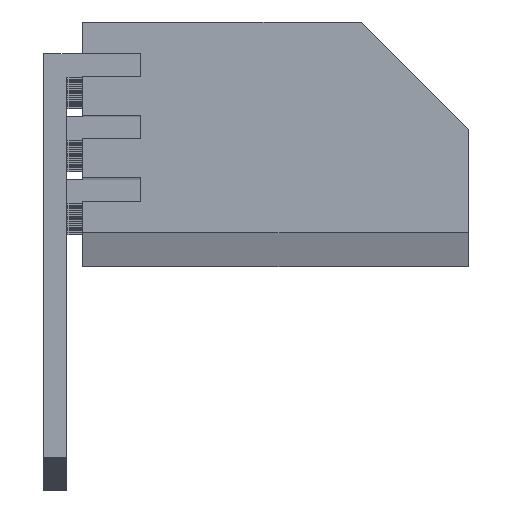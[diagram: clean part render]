
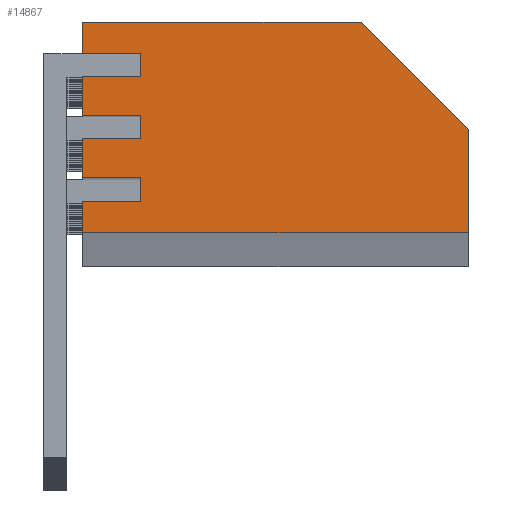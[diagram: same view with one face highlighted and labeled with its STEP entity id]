
A CAD part, top view. The second image highlights one B-rep face of the part: STEP entity #14867.
In plain terms, the highlighted planar face has unit normal (0, 0, 1).
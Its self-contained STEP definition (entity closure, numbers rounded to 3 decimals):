
#71 = VECTOR ( 'NONE', #14063, 1000. ) ;
#77 = DIRECTION ( 'NONE',  ( 0., 0., 1. ) ) ;
#146 = ORIENTED_EDGE ( 'NONE', *, *, #11614, .T. ) ;
#153 = LINE ( 'NONE', #9462, #13483 ) ;
#166 = VERTEX_POINT ( 'NONE', #208 ) ;
#175 = DIRECTION ( 'NONE',  ( 0., -1., 0. ) ) ;
#208 = CARTESIAN_POINT ( 'NONE',  ( -9.9, -2.6, 500. ) ) ;
#478 = VERTEX_POINT ( 'NONE', #14120 ) ;
#530 = ORIENTED_EDGE ( 'NONE', *, *, #9477, .F. ) ;
#659 = LINE ( 'NONE', #10754, #9371 ) ;
#753 = CARTESIAN_POINT ( 'NONE',  ( -9.9, 0.6, 500. ) ) ;
#978 = CARTESIAN_POINT ( 'NONE',  ( 4.4, 5.4, 500. ) ) ;
#1126 = ORIENTED_EDGE ( 'NONE', *, *, #15773, .T. ) ;
#1166 = ORIENTED_EDGE ( 'NONE', *, *, #2765, .T. ) ;
#1197 = CARTESIAN_POINT ( 'NONE',  ( 9.9, 5.4, 500. ) ) ;
#1287 = VERTEX_POINT ( 'NONE', #978 ) ;
#1329 = EDGE_CURVE ( 'NONE', #11254, #8538, #14485, .T. ) ;
#1404 = EDGE_CURVE ( 'NONE', #13504, #8538, #13541, .T. ) ;
#1478 = CARTESIAN_POINT ( 'NONE',  ( -6.9, 2.6, 500. ) ) ;
#2057 = DIRECTION ( 'NONE',  ( -1., 0., 0. ) ) ;
#2111 = CARTESIAN_POINT ( 'NONE',  ( 9.9, -0.1, 500. ) ) ;
#2188 = CARTESIAN_POINT ( 'NONE',  ( -6.9, -2.6, 500. ) ) ;
#2356 = LINE ( 'NONE', #7002, #3165 ) ;
#2472 = CARTESIAN_POINT ( 'NONE',  ( -9.9, -2.6, 500. ) ) ;
#2496 = EDGE_LOOP ( 'NONE', ( #1126, #6507, #146, #11417, #11365, #6331, #4494, #11405, #12214, #14049, #7053, #1166, #7014, #530, #7796, #16307, #10869 ) ) ;
#2765 = EDGE_CURVE ( 'NONE', #14612, #166, #2356, .T. ) ;
#3165 = VECTOR ( 'NONE', #8299, 1000. ) ;
#3253 = VERTEX_POINT ( 'NONE', #4180 ) ;
#3358 = FACE_OUTER_BOUND ( 'NONE', #2496, .T. ) ;
#3934 = VECTOR ( 'NONE', #12758, 1000. ) ;
#4014 = CARTESIAN_POINT ( 'NONE',  ( -9.9, 0.6, 500. ) ) ;
#4180 = CARTESIAN_POINT ( 'NONE',  ( -9.9, 5.4, 500. ) ) ;
#4262 = LINE ( 'NONE', #2472, #7291 ) ;
#4372 = CARTESIAN_POINT ( 'NONE',  ( -6.9, -0.6, 500. ) ) ;
#4385 = VECTOR ( 'NONE', #10770, 1000. ) ;
#4494 = ORIENTED_EDGE ( 'NONE', *, *, #16040, .F. ) ;
#4828 = EDGE_CURVE ( 'NONE', #8818, #1287, #9579, .T. ) ;
#5202 = CARTESIAN_POINT ( 'NONE',  ( 0., 0., 500. ) ) ;
#5210 = VERTEX_POINT ( 'NONE', #2188 ) ;
#5254 = VERTEX_POINT ( 'NONE', #10097 ) ;
#5319 = CARTESIAN_POINT ( 'NONE',  ( -6.9, 0.6, 500. ) ) ;
#5499 = VECTOR ( 'NONE', #10954, 1000. ) ;
#5570 = CARTESIAN_POINT ( 'NONE',  ( -9.9, 2.6, 500. ) ) ;
#5648 = DIRECTION ( 'NONE',  ( 0., 1., 0. ) ) ;
#5967 = LINE ( 'NONE', #5570, #12796 ) ;
#6169 = CARTESIAN_POINT ( 'NONE',  ( -9.9, 5.4, 500. ) ) ;
#6322 = VERTEX_POINT ( 'NONE', #11526 ) ;
#6331 = ORIENTED_EDGE ( 'NONE', *, *, #6440, .F. ) ;
#6440 = EDGE_CURVE ( 'NONE', #16097, #12444, #13151, .T. ) ;
#6455 = VERTEX_POINT ( 'NONE', #7938 ) ;
#6466 = EDGE_CURVE ( 'NONE', #5254, #6322, #16353, .T. ) ;
#6507 = ORIENTED_EDGE ( 'NONE', *, *, #4828, .T. ) ;
#6782 = VERTEX_POINT ( 'NONE', #4372 ) ;
#6900 = EDGE_CURVE ( 'NONE', #5254, #8819, #15590, .T. ) ;
#6914 = CARTESIAN_POINT ( 'NONE',  ( -9.9, -0.6, 500. ) ) ;
#7002 = CARTESIAN_POINT ( 'NONE',  ( -9.9, 5.4, 500. ) ) ;
#7014 = ORIENTED_EDGE ( 'NONE', *, *, #11178, .F. ) ;
#7053 = ORIENTED_EDGE ( 'NONE', *, *, #12902, .F. ) ;
#7291 = VECTOR ( 'NONE', #12791, 1000. ) ;
#7326 = CARTESIAN_POINT ( 'NONE',  ( -9.9, 5.4, 500. ) ) ;
#7418 = EDGE_CURVE ( 'NONE', #6322, #478, #9907, .T. ) ;
#7465 = DIRECTION ( 'NONE',  ( -1., 0., 0. ) ) ;
#7691 = VECTOR ( 'NONE', #8832, 1000. ) ;
#7770 = LINE ( 'NONE', #13578, #10787 ) ;
#7796 = ORIENTED_EDGE ( 'NONE', *, *, #6900, .F. ) ;
#7806 = LINE ( 'NONE', #6914, #4385 ) ;
#7938 = CARTESIAN_POINT ( 'NONE',  ( -9.9, 3.8, 500. ) ) ;
#7977 = EDGE_CURVE ( 'NONE', #3253, #6455, #153, .T. ) ;
#8299 = DIRECTION ( 'NONE',  ( 0., -1., 0. ) ) ;
#8538 = VERTEX_POINT ( 'NONE', #4014 ) ;
#8818 = VERTEX_POINT ( 'NONE', #2111 ) ;
#8819 = VERTEX_POINT ( 'NONE', #13649 ) ;
#8832 = DIRECTION ( 'NONE',  ( 1., 0., 0. ) ) ;
#8912 = CARTESIAN_POINT ( 'NONE',  ( -9.9, 3.8, 500. ) ) ;
#9150 = DIRECTION ( 'NONE',  ( 1., 0., 0. ) ) ;
#9371 = VECTOR ( 'NONE', #5648, 1000. ) ;
#9462 = CARTESIAN_POINT ( 'NONE',  ( -9.9, 5.4, 500. ) ) ;
#9477 = EDGE_CURVE ( 'NONE', #8819, #5210, #659, .T. ) ;
#9579 = LINE ( 'NONE', #11339, #13386 ) ;
#9733 = DIRECTION ( 'NONE',  ( 0., 1., 0. ) ) ;
#9907 = LINE ( 'NONE', #16313, #7691 ) ;
#10097 = CARTESIAN_POINT ( 'NONE',  ( -9.9, -3.8, 500. ) ) ;
#10524 = DIRECTION ( 'NONE',  ( 0., 1., 0. ) ) ;
#10584 = CARTESIAN_POINT ( 'NONE',  ( -9.9, 2.6, 500. ) ) ;
#10743 = DIRECTION ( 'NONE',  ( 0., -1., 0. ) ) ;
#10754 = CARTESIAN_POINT ( 'NONE',  ( -6.9, -3.8, 500. ) ) ;
#10770 = DIRECTION ( 'NONE',  ( 1., 0., 0. ) ) ;
#10787 = VECTOR ( 'NONE', #9733, 1000. ) ;
#10869 = ORIENTED_EDGE ( 'NONE', *, *, #7418, .T. ) ;
#10954 = DIRECTION ( 'NONE',  ( 1., 0., 0. ) ) ;
#11178 = EDGE_CURVE ( 'NONE', #5210, #166, #4262, .T. ) ;
#11254 = VERTEX_POINT ( 'NONE', #5319 ) ;
#11339 = CARTESIAN_POINT ( 'NONE',  ( 4.9, 4.9, 500. ) ) ;
#11365 = ORIENTED_EDGE ( 'NONE', *, *, #15752, .F. ) ;
#11405 = ORIENTED_EDGE ( 'NONE', *, *, #1404, .T. ) ;
#11417 = ORIENTED_EDGE ( 'NONE', *, *, #7977, .T. ) ;
#11526 = CARTESIAN_POINT ( 'NONE',  ( -9.9, -5.4, 500. ) ) ;
#11614 = EDGE_CURVE ( 'NONE', #1287, #3253, #12885, .T. ) ;
#12149 = CARTESIAN_POINT ( 'NONE',  ( -6.9, 2.6, 500. ) ) ;
#12214 = ORIENTED_EDGE ( 'NONE', *, *, #1329, .F. ) ;
#12252 = CARTESIAN_POINT ( 'NONE',  ( -9.9, -3.8, 500. ) ) ;
#12444 = VERTEX_POINT ( 'NONE', #14070 ) ;
#12632 = DIRECTION ( 'NONE',  ( -0.707, 0.707, 0. ) ) ;
#12737 = VECTOR ( 'NONE', #175, 1000. ) ;
#12758 = DIRECTION ( 'NONE',  ( -1., 0., 0. ) ) ;
#12791 = DIRECTION ( 'NONE',  ( -1., 0., 0. ) ) ;
#12796 = VECTOR ( 'NONE', #15682, 1000. ) ;
#12803 = AXIS2_PLACEMENT_3D ( 'NONE', #5202, #77, #9150 ) ;
#12885 = LINE ( 'NONE', #6169, #16122 ) ;
#12902 = EDGE_CURVE ( 'NONE', #14612, #6782, #7806, .T. ) ;
#13151 = LINE ( 'NONE', #1478, #15974 ) ;
#13367 = VECTOR ( 'NONE', #14940, 1000. ) ;
#13386 = VECTOR ( 'NONE', #12632, 1000. ) ;
#13483 = VECTOR ( 'NONE', #10743, 1000. ) ;
#13504 = VERTEX_POINT ( 'NONE', #10584 ) ;
#13541 = LINE ( 'NONE', #7326, #13367 ) ;
#13578 = CARTESIAN_POINT ( 'NONE',  ( -6.9, -0.6, 500. ) ) ;
#13649 = CARTESIAN_POINT ( 'NONE',  ( -6.9, -3.8, 500. ) ) ;
#13781 = LINE ( 'NONE', #1197, #71 ) ;
#14049 = ORIENTED_EDGE ( 'NONE', *, *, #16164, .F. ) ;
#14063 = DIRECTION ( 'NONE',  ( 0., 1., 0. ) ) ;
#14070 = CARTESIAN_POINT ( 'NONE',  ( -6.9, 3.8, 500. ) ) ;
#14120 = CARTESIAN_POINT ( 'NONE',  ( 9.9, -5.4, 500. ) ) ;
#14153 = LINE ( 'NONE', #8912, #3934 ) ;
#14314 = VECTOR ( 'NONE', #2057, 1000. ) ;
#14330 = CARTESIAN_POINT ( 'NONE',  ( -9.9, 5.4, 500. ) ) ;
#14485 = LINE ( 'NONE', #753, #14314 ) ;
#14612 = VERTEX_POINT ( 'NONE', #16159 ) ;
#14867 = ADVANCED_FACE ( 'NONE', ( #3358 ), #15382, .T. ) ;
#14940 = DIRECTION ( 'NONE',  ( 0., -1., 0. ) ) ;
#15382 = PLANE ( 'NONE',  #12803 ) ;
#15590 = LINE ( 'NONE', #12252, #5499 ) ;
#15682 = DIRECTION ( 'NONE',  ( 1., 0., 0. ) ) ;
#15752 = EDGE_CURVE ( 'NONE', #12444, #6455, #14153, .T. ) ;
#15773 = EDGE_CURVE ( 'NONE', #478, #8818, #13781, .T. ) ;
#15974 = VECTOR ( 'NONE', #10524, 1000. ) ;
#16040 = EDGE_CURVE ( 'NONE', #13504, #16097, #5967, .T. ) ;
#16097 = VERTEX_POINT ( 'NONE', #12149 ) ;
#16122 = VECTOR ( 'NONE', #7465, 1000. ) ;
#16159 = CARTESIAN_POINT ( 'NONE',  ( -9.9, -0.6, 500. ) ) ;
#16164 = EDGE_CURVE ( 'NONE', #6782, #11254, #7770, .T. ) ;
#16307 = ORIENTED_EDGE ( 'NONE', *, *, #6466, .T. ) ;
#16313 = CARTESIAN_POINT ( 'NONE',  ( -9.9, -5.4, 500. ) ) ;
#16353 = LINE ( 'NONE', #14330, #12737 ) ;
